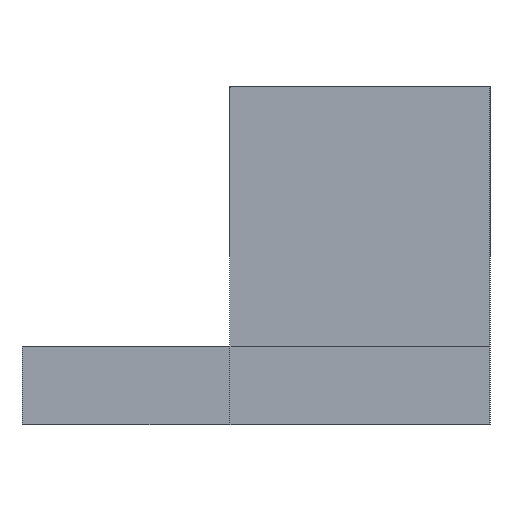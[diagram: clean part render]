
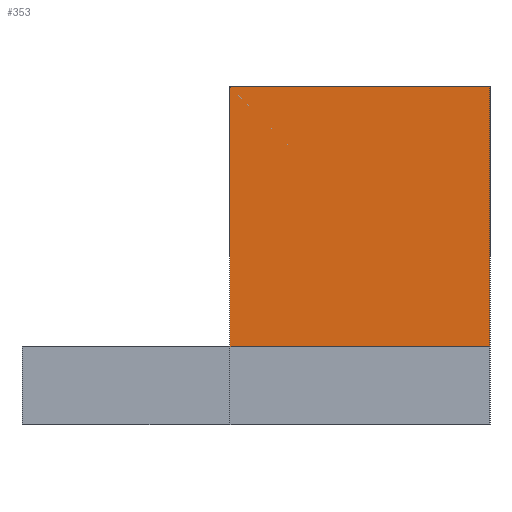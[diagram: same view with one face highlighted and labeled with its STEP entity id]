
A CAD part, left-side view. The second image highlights one B-rep face of the part: STEP entity #353.
In plain terms, the highlighted planar face has unit normal (-1, 0, 0).
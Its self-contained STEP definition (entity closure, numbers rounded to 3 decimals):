
#36=FACE_OUTER_BOUND('',#56,.T.);
#56=EDGE_LOOP('',(#264,#265,#266,#267));
#83=LINE('',#525,#125);
#90=LINE('',#542,#132);
#91=LINE('',#543,#133);
#92=LINE('',#544,#134);
#125=VECTOR('',#428,10.);
#132=VECTOR('',#443,10.);
#133=VECTOR('',#444,10.);
#134=VECTOR('',#445,10.);
#164=VERTEX_POINT('',#518);
#167=VERTEX_POINT('',#523);
#172=VERTEX_POINT('',#540);
#173=VERTEX_POINT('',#541);
#201=EDGE_CURVE('',#167,#164,#83,.T.);
#209=EDGE_CURVE('',#172,#173,#90,.T.);
#210=EDGE_CURVE('',#172,#164,#91,.T.);
#211=EDGE_CURVE('',#173,#167,#92,.T.);
#264=ORIENTED_EDGE('',*,*,#209,.F.);
#265=ORIENTED_EDGE('',*,*,#210,.T.);
#266=ORIENTED_EDGE('',*,*,#201,.F.);
#267=ORIENTED_EDGE('',*,*,#211,.F.);
#337=PLANE('',#388);
#353=ADVANCED_FACE('',(#36),#337,.T.);
#388=AXIS2_PLACEMENT_3D('',#539,#441,#442);
#428=DIRECTION('',(0.,-1.,0.));
#441=DIRECTION('center_axis',(-1.,0.,0.));
#442=DIRECTION('ref_axis',(0.,0.,1.));
#443=DIRECTION('',(0.,1.,0.));
#444=DIRECTION('',(0.,0.,1.));
#445=DIRECTION('',(0.,0.,1.));
#518=CARTESIAN_POINT('',(2.,0.,13.));
#523=CARTESIAN_POINT('',(2.,10.,13.));
#525=CARTESIAN_POINT('',(2.,0.,13.));
#539=CARTESIAN_POINT('Origin',(2.,0.,1.));
#540=CARTESIAN_POINT('',(2.,0.,3.));
#541=CARTESIAN_POINT('',(2.,10.,3.));
#542=CARTESIAN_POINT('',(2.,0.,3.));
#543=CARTESIAN_POINT('',(2.,0.,1.));
#544=CARTESIAN_POINT('',(2.,10.,11.));
